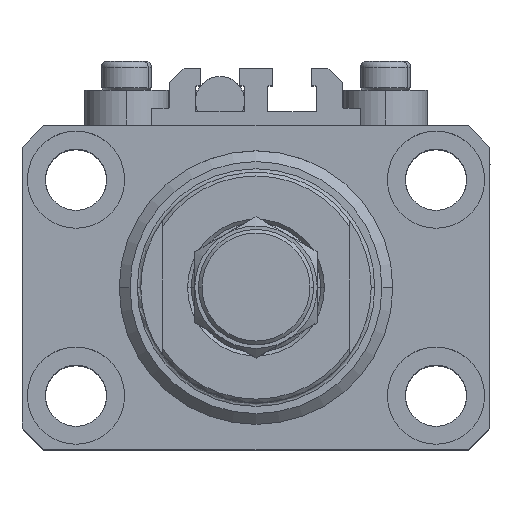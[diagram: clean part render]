
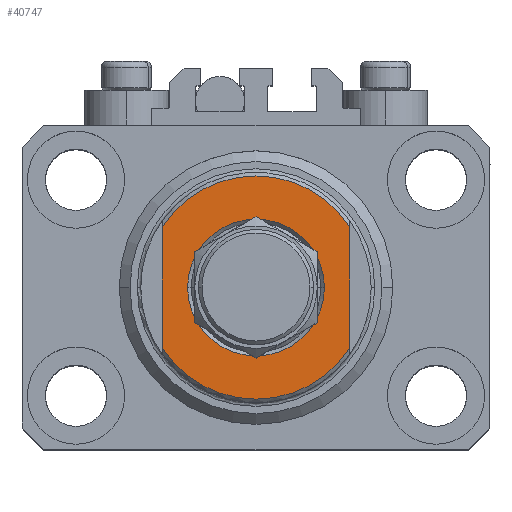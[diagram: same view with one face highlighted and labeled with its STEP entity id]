
A CAD part, top view. The second image highlights one B-rep face of the part: STEP entity #40747.
In plain terms, the highlighted face is planar.
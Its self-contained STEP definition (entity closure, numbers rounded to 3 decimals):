
#221 = CARTESIAN_POINT ( 'NONE',  ( 13., -43.081, -6.5 ) ) ;
#759 = DIRECTION ( 'NONE',  ( 0., 0., -1. ) ) ;
#1014 = VERTEX_POINT ( 'NONE', #35435 ) ;
#1408 = VERTEX_POINT ( 'NONE', #43096 ) ;
#3777 = VECTOR ( 'NONE', #30639, 1000. ) ;
#4060 = CARTESIAN_POINT ( 'NONE',  ( -9.5, 0., -6.5 ) ) ;
#5303 = VECTOR ( 'NONE', #11029, 1000. ) ;
#5677 = EDGE_LOOP ( 'NONE', ( #8852, #34509 ) ) ;
#7524 = CARTESIAN_POINT ( 'NONE',  ( 13., -8.441, -6.5 ) ) ;
#7870 = AXIS2_PLACEMENT_3D ( 'NONE', #10659, #11150, #26458 ) ;
#7915 = DIRECTION ( 'NONE',  ( -1., 0., 0. ) ) ;
#8852 = ORIENTED_EDGE ( 'NONE', *, *, #12547, .T. ) ;
#9461 = AXIS2_PLACEMENT_3D ( 'NONE', #27869, #35641, #28620 ) ;
#10116 = LINE ( 'NONE', #221, #5303 ) ;
#10659 = CARTESIAN_POINT ( 'NONE',  ( 0., 0., -6.5 ) ) ;
#11029 = DIRECTION ( 'NONE',  ( 0., -1., 0. ) ) ;
#11150 = DIRECTION ( 'NONE',  ( 0., 0., 1. ) ) ;
#11477 = CIRCLE ( 'NONE', #30715, 9.5 ) ;
#11811 = CARTESIAN_POINT ( 'NONE',  ( -13., -43.081, -6.5 ) ) ;
#12298 = CARTESIAN_POINT ( 'NONE',  ( 0., 0., -6.5 ) ) ;
#12477 = CARTESIAN_POINT ( 'NONE',  ( 13., 8.441, -6.5 ) ) ;
#12547 = EDGE_CURVE ( 'NONE', #35612, #19427, #11477, .T. ) ;
#12808 = FACE_OUTER_BOUND ( 'NONE', #39566, .T. ) ;
#14945 = EDGE_CURVE ( 'NONE', #1014, #16794, #21154, .T. ) ;
#16015 = ORIENTED_EDGE ( 'NONE', *, *, #22321, .T. ) ;
#16794 = VERTEX_POINT ( 'NONE', #12477 ) ;
#19205 = DIRECTION ( 'NONE',  ( 0., 0., -1. ) ) ;
#19208 = CARTESIAN_POINT ( 'NONE',  ( 9.5, 0., -6.5 ) ) ;
#19427 = VERTEX_POINT ( 'NONE', #19208 ) ;
#20324 = EDGE_CURVE ( 'NONE', #44686, #1408, #24432, .T. ) ;
#20835 = ORIENTED_EDGE ( 'NONE', *, *, #42942, .F. ) ;
#21154 = CIRCLE ( 'NONE', #48387, 15.5 ) ;
#22233 = CARTESIAN_POINT ( 'NONE',  ( 0., 0., -6.5 ) ) ;
#22321 = EDGE_CURVE ( 'NONE', #16794, #44686, #10116, .T. ) ;
#23444 = CARTESIAN_POINT ( 'NONE',  ( 0., 0., -6.5 ) ) ;
#24432 = CIRCLE ( 'NONE', #31667, 15.5 ) ;
#25505 = CIRCLE ( 'NONE', #7870, 9.5 ) ;
#26458 = DIRECTION ( 'NONE',  ( -1., 0., 0. ) ) ;
#27869 = CARTESIAN_POINT ( 'NONE',  ( 0., 0., -6.5 ) ) ;
#28620 = DIRECTION ( 'NONE',  ( -1., 0., 0. ) ) ;
#30486 = DIRECTION ( 'NONE',  ( -1., 0., 0. ) ) ;
#30639 = DIRECTION ( 'NONE',  ( 0., -1., 0. ) ) ;
#30715 = AXIS2_PLACEMENT_3D ( 'NONE', #22233, #42273, #7915 ) ;
#30729 = ORIENTED_EDGE ( 'NONE', *, *, #14945, .T. ) ;
#31667 = AXIS2_PLACEMENT_3D ( 'NONE', #12298, #759, #35627 ) ;
#32380 = FACE_BOUND ( 'NONE', #5677, .T. ) ;
#34509 = ORIENTED_EDGE ( 'NONE', *, *, #41624, .T. ) ;
#35435 = CARTESIAN_POINT ( 'NONE',  ( -13., 8.441, -6.5 ) ) ;
#35612 = VERTEX_POINT ( 'NONE', #4060 ) ;
#35627 = DIRECTION ( 'NONE',  ( -1., 0., 0. ) ) ;
#35641 = DIRECTION ( 'NONE',  ( 0., 0., -1. ) ) ;
#39566 = EDGE_LOOP ( 'NONE', ( #30729, #16015, #45190, #20835 ) ) ;
#40747 = ADVANCED_FACE ( 'NONE', ( #32380, #12808 ), #43652, .T. ) ;
#41624 = EDGE_CURVE ( 'NONE', #19427, #35612, #25505, .T. ) ;
#42273 = DIRECTION ( 'NONE',  ( 0., 0., 1. ) ) ;
#42942 = EDGE_CURVE ( 'NONE', #1014, #1408, #46164, .T. ) ;
#43096 = CARTESIAN_POINT ( 'NONE',  ( -13., -8.441, -6.5 ) ) ;
#43652 = PLANE ( 'NONE',  #9461 ) ;
#44686 = VERTEX_POINT ( 'NONE', #7524 ) ;
#45190 = ORIENTED_EDGE ( 'NONE', *, *, #20324, .T. ) ;
#46164 = LINE ( 'NONE', #11811, #3777 ) ;
#48387 = AXIS2_PLACEMENT_3D ( 'NONE', #23444, #19205, #30486 ) ;
